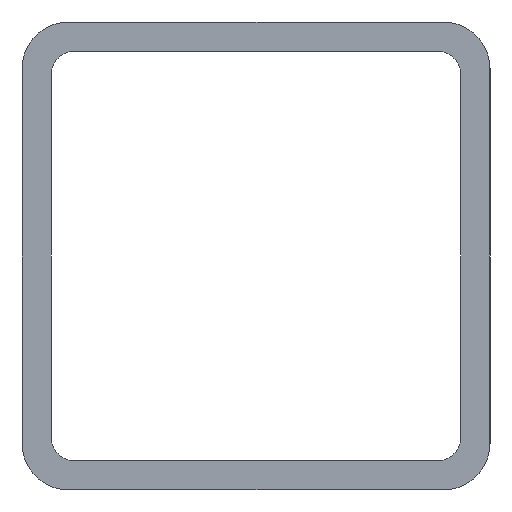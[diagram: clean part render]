
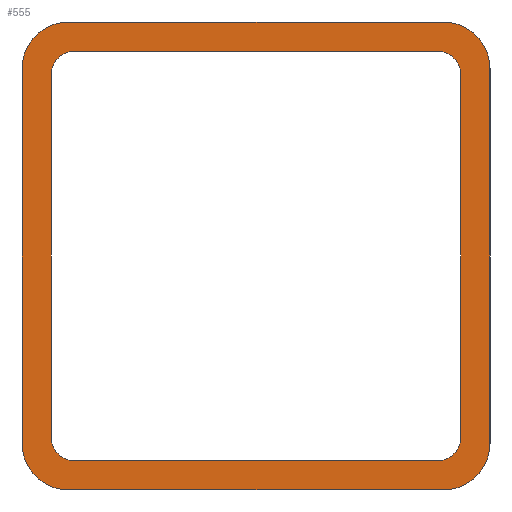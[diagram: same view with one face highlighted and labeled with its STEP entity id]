
A CAD part, left-side view. The second image highlights one B-rep face of the part: STEP entity #555.
In plain terms, the highlighted planar face has unit normal (-1, 0, 0).
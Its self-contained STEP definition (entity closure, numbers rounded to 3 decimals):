
#10 = EDGE_CURVE ( 'NONE', #504, #423, #97, .T. ) ;
#18 = AXIS2_PLACEMENT_3D ( 'NONE', #584, #110, #347 ) ;
#19 = CARTESIAN_POINT ( 'NONE',  ( -500., 35., 31. ) ) ;
#22 = LINE ( 'NONE', #262, #530 ) ;
#28 = EDGE_CURVE ( 'NONE', #77, #40, #313, .T. ) ;
#34 = EDGE_CURVE ( 'NONE', #40, #476, #47, .T. ) ;
#35 = DIRECTION ( 'NONE',  ( 0., 0., 1. ) ) ;
#37 = VERTEX_POINT ( 'NONE', #351 ) ;
#40 = VERTEX_POINT ( 'NONE', #536 ) ;
#44 = VERTEX_POINT ( 'NONE', #252 ) ;
#47 = CIRCLE ( 'NONE', #429, 4. ) ;
#51 = VERTEX_POINT ( 'NONE', #19 ) ;
#58 = ORIENTED_EDGE ( 'NONE', *, *, #28, .T. ) ;
#61 = CARTESIAN_POINT ( 'NONE',  ( -500., -31., 31. ) ) ;
#62 = CARTESIAN_POINT ( 'NONE',  ( -500., -32., 32. ) ) ;
#67 = CARTESIAN_POINT ( 'NONE',  ( -500., 31., -31. ) ) ;
#70 = EDGE_CURVE ( 'NONE', #291, #328, #352, .T. ) ;
#71 = CARTESIAN_POINT ( 'NONE',  ( -500., 35., -31. ) ) ;
#72 = EDGE_CURVE ( 'NONE', #293, #359, #158, .T. ) ;
#74 = CARTESIAN_POINT ( 'NONE',  ( -500., -35., 31. ) ) ;
#76 = VECTOR ( 'NONE', #579, 1000. ) ;
#77 = VERTEX_POINT ( 'NONE', #442 ) ;
#87 = EDGE_LOOP ( 'NONE', ( #430, #487, #58, #193, #91, #212, #602, #191 ) ) ;
#88 = AXIS2_PLACEMENT_3D ( 'NONE', #532, #355, #489 ) ;
#89 = CIRCLE ( 'NONE', #491, 8. ) ;
#91 = ORIENTED_EDGE ( 'NONE', *, *, #201, .T. ) ;
#97 = CIRCLE ( 'NONE', #469, 4. ) ;
#98 = CARTESIAN_POINT ( 'NONE',  ( -500., -32., 40. ) ) ;
#106 = CARTESIAN_POINT ( 'NONE',  ( -500., -32., -40. ) ) ;
#110 = DIRECTION ( 'NONE',  ( -1., 0., 0. ) ) ;
#118 = DIRECTION ( 'NONE',  ( -1., 0., 0. ) ) ;
#124 = VECTOR ( 'NONE', #580, 1000. ) ;
#125 = CARTESIAN_POINT ( 'NONE',  ( -500., -35., -31. ) ) ;
#126 = VECTOR ( 'NONE', #334, 1000. ) ;
#138 = VECTOR ( 'NONE', #337, 1000. ) ;
#139 = EDGE_CURVE ( 'NONE', #51, #44, #167, .T. ) ;
#140 = VECTOR ( 'NONE', #458, 1000. ) ;
#141 = CARTESIAN_POINT ( 'NONE',  ( -500., -31., 35. ) ) ;
#143 = ORIENTED_EDGE ( 'NONE', *, *, #164, .T. ) ;
#145 = ORIENTED_EDGE ( 'NONE', *, *, #303, .T. ) ;
#152 = VERTEX_POINT ( 'NONE', #125 ) ;
#155 = CARTESIAN_POINT ( 'NONE',  ( -500., -40., 32. ) ) ;
#158 = CIRCLE ( 'NONE', #88, 8. ) ;
#160 = ORIENTED_EDGE ( 'NONE', *, *, #72, .T. ) ;
#163 = DIRECTION ( 'NONE',  ( 0., 0., 1. ) ) ;
#164 = EDGE_CURVE ( 'NONE', #328, #240, #232, .T. ) ;
#165 = DIRECTION ( 'NONE',  ( 1., 0., 0. ) ) ;
#167 = CIRCLE ( 'NONE', #594, 4. ) ;
#181 = CARTESIAN_POINT ( 'NONE',  ( -500., 32., -40. ) ) ;
#186 = VERTEX_POINT ( 'NONE', #517 ) ;
#189 = LINE ( 'NONE', #275, #140 ) ;
#191 = ORIENTED_EDGE ( 'NONE', *, *, #10, .T. ) ;
#192 = DIRECTION ( 'NONE',  ( 0., 0., -1. ) ) ;
#193 = ORIENTED_EDGE ( 'NONE', *, *, #34, .T. ) ;
#201 = EDGE_CURVE ( 'NONE', #476, #51, #202, .T. ) ;
#202 = LINE ( 'NONE', #526, #76 ) ;
#204 = CARTESIAN_POINT ( 'NONE',  ( -500., -31., -35. ) ) ;
#206 = CARTESIAN_POINT ( 'NONE',  ( -500., -40., -32. ) ) ;
#212 = ORIENTED_EDGE ( 'NONE', *, *, #139, .T. ) ;
#224 = CARTESIAN_POINT ( 'NONE',  ( -500., 32., -40. ) ) ;
#232 = LINE ( 'NONE', #565, #126 ) ;
#233 = ORIENTED_EDGE ( 'NONE', *, *, #365, .T. ) ;
#234 = DIRECTION ( 'NONE',  ( 0., -1., 0. ) ) ;
#236 = LINE ( 'NONE', #241, #450 ) ;
#240 = VERTEX_POINT ( 'NONE', #155 ) ;
#241 = CARTESIAN_POINT ( 'NONE',  ( -500., -32., 40. ) ) ;
#252 = CARTESIAN_POINT ( 'NONE',  ( -500., 31., 35. ) ) ;
#258 = AXIS2_PLACEMENT_3D ( 'NONE', #318, #449, #35 ) ;
#262 = CARTESIAN_POINT ( 'NONE',  ( -500., 40., 32. ) ) ;
#273 = EDGE_CURVE ( 'NONE', #423, #152, #523, .T. ) ;
#275 = CARTESIAN_POINT ( 'NONE',  ( -500., 31., 35. ) ) ;
#280 = DIRECTION ( 'NONE',  ( 0., 0., 1. ) ) ;
#291 = VERTEX_POINT ( 'NONE', #106 ) ;
#293 = VERTEX_POINT ( 'NONE', #432 ) ;
#303 = EDGE_CURVE ( 'NONE', #240, #552, #510, .T. ) ;
#308 = DIRECTION ( 'NONE',  ( 0., 1., 0. ) ) ;
#310 = DIRECTION ( 'NONE',  ( 0., -1., 0. ) ) ;
#313 = LINE ( 'NONE', #204, #124 ) ;
#318 = CARTESIAN_POINT ( 'NONE',  ( -500., -31., -31. ) ) ;
#324 = CARTESIAN_POINT ( 'NONE',  ( -500., 31., 31. ) ) ;
#328 = VERTEX_POINT ( 'NONE', #206 ) ;
#329 = LINE ( 'NONE', #181, #471 ) ;
#331 = FACE_BOUND ( 'NONE', #87, .T. ) ;
#334 = DIRECTION ( 'NONE',  ( 0., 0., 1. ) ) ;
#337 = DIRECTION ( 'NONE',  ( 0., 0., -1. ) ) ;
#347 = DIRECTION ( 'NONE',  ( 0., 0., -1. ) ) ;
#349 = DIRECTION ( 'NONE',  ( 1., 0., 0. ) ) ;
#351 = CARTESIAN_POINT ( 'NONE',  ( -500., 40., 32. ) ) ;
#352 = CIRCLE ( 'NONE', #18, 8. ) ;
#355 = DIRECTION ( 'NONE',  ( -1., 0., 0. ) ) ;
#359 = VERTEX_POINT ( 'NONE', #224 ) ;
#365 = EDGE_CURVE ( 'NONE', #186, #37, #89, .T. ) ;
#370 = ORIENTED_EDGE ( 'NONE', *, *, #70, .T. ) ;
#384 = DIRECTION ( 'NONE',  ( -1., 0., 0. ) ) ;
#392 = CIRCLE ( 'NONE', #258, 4. ) ;
#406 = ORIENTED_EDGE ( 'NONE', *, *, #463, .T. ) ;
#423 = VERTEX_POINT ( 'NONE', #74 ) ;
#429 = AXIS2_PLACEMENT_3D ( 'NONE', #67, #349, #310 ) ;
#430 = ORIENTED_EDGE ( 'NONE', *, *, #273, .T. ) ;
#432 = CARTESIAN_POINT ( 'NONE',  ( -500., 40., -32. ) ) ;
#434 = CARTESIAN_POINT ( 'NONE',  ( -500., -35., 31. ) ) ;
#441 = DIRECTION ( 'NONE',  ( 0., -1., 0. ) ) ;
#442 = CARTESIAN_POINT ( 'NONE',  ( -500., -31., -35. ) ) ;
#443 = EDGE_CURVE ( 'NONE', #152, #77, #392, .T. ) ;
#449 = DIRECTION ( 'NONE',  ( 1., 0., 0. ) ) ;
#450 = VECTOR ( 'NONE', #553, 1000. ) ;
#457 = ORIENTED_EDGE ( 'NONE', *, *, #527, .T. ) ;
#458 = DIRECTION ( 'NONE',  ( 0., -1., 0. ) ) ;
#463 = EDGE_CURVE ( 'NONE', #37, #293, #22, .T. ) ;
#466 = CARTESIAN_POINT ( 'NONE',  ( -500., 0., 0. ) ) ;
#469 = AXIS2_PLACEMENT_3D ( 'NONE', #61, #165, #308 ) ;
#471 = VECTOR ( 'NONE', #234, 1000. ) ;
#474 = PLANE ( 'NONE',  #499 ) ;
#476 = VERTEX_POINT ( 'NONE', #71 ) ;
#487 = ORIENTED_EDGE ( 'NONE', *, *, #443, .T. ) ;
#489 = DIRECTION ( 'NONE',  ( 0., 1., 0. ) ) ;
#491 = AXIS2_PLACEMENT_3D ( 'NONE', #496, #118, #163 ) ;
#496 = CARTESIAN_POINT ( 'NONE',  ( -500., 32., 32. ) ) ;
#499 = AXIS2_PLACEMENT_3D ( 'NONE', #466, #599, #280 ) ;
#504 = VERTEX_POINT ( 'NONE', #141 ) ;
#508 = EDGE_CURVE ( 'NONE', #359, #291, #329, .T. ) ;
#510 = CIRCLE ( 'NONE', #576, 8. ) ;
#517 = CARTESIAN_POINT ( 'NONE',  ( -500., 32., 40. ) ) ;
#523 = LINE ( 'NONE', #434, #138 ) ;
#526 = CARTESIAN_POINT ( 'NONE',  ( -500., 35., -31. ) ) ;
#527 = EDGE_CURVE ( 'NONE', #552, #186, #236, .T. ) ;
#529 = EDGE_LOOP ( 'NONE', ( #457, #233, #406, #160, #569, #370, #143, #145 ) ) ;
#530 = VECTOR ( 'NONE', #589, 1000. ) ;
#532 = CARTESIAN_POINT ( 'NONE',  ( -500., 32., -32. ) ) ;
#536 = CARTESIAN_POINT ( 'NONE',  ( -500., 31., -35. ) ) ;
#546 = DIRECTION ( 'NONE',  ( 1., 0., 0. ) ) ;
#552 = VERTEX_POINT ( 'NONE', #98 ) ;
#553 = DIRECTION ( 'NONE',  ( 0., 1., 0. ) ) ;
#555 = ADVANCED_FACE ( 'NONE', ( #331, #595 ), #474, .T. ) ;
#565 = CARTESIAN_POINT ( 'NONE',  ( -500., -40., -32. ) ) ;
#569 = ORIENTED_EDGE ( 'NONE', *, *, #508, .T. ) ;
#576 = AXIS2_PLACEMENT_3D ( 'NONE', #62, #384, #441 ) ;
#579 = DIRECTION ( 'NONE',  ( 0., 0., 1. ) ) ;
#580 = DIRECTION ( 'NONE',  ( 0., 1., 0. ) ) ;
#584 = CARTESIAN_POINT ( 'NONE',  ( -500., -32., -32. ) ) ;
#589 = DIRECTION ( 'NONE',  ( 0., 0., -1. ) ) ;
#594 = AXIS2_PLACEMENT_3D ( 'NONE', #324, #546, #192 ) ;
#595 = FACE_OUTER_BOUND ( 'NONE', #529, .T. ) ;
#596 = EDGE_CURVE ( 'NONE', #44, #504, #189, .T. ) ;
#599 = DIRECTION ( 'NONE',  ( -1., 0., 0. ) ) ;
#602 = ORIENTED_EDGE ( 'NONE', *, *, #596, .T. ) ;
